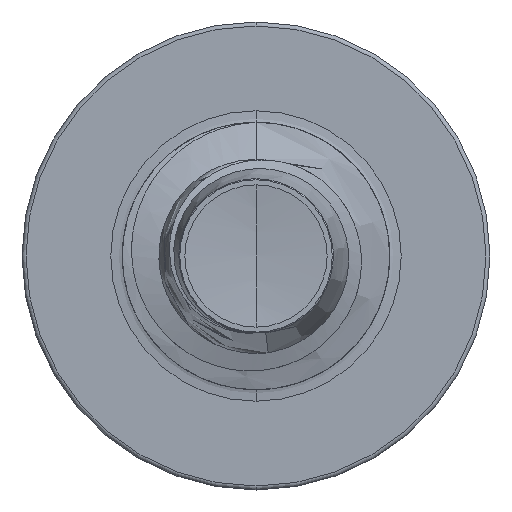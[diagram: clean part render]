
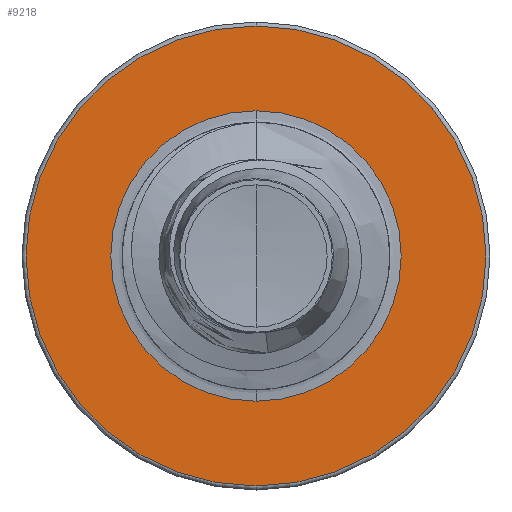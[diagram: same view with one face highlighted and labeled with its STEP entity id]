
A CAD part, front view. The second image highlights one B-rep face of the part: STEP entity #9218.
In plain terms, the highlighted planar face has unit normal (0, -1, 0).
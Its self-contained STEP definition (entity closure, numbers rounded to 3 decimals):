
#1128 = AXIS2_PLACEMENT_3D ( 'NONE', #8799, #8794, #8865 ) ;
#1256 = DIRECTION ( 'NONE',  ( 0., 0., 1. ) ) ;
#1292 = DIRECTION ( 'NONE',  ( 0., 1., 0. ) ) ;
#1322 = CARTESIAN_POINT ( 'NONE',  ( 0., 9., 0. ) ) ;
#1620 = CIRCLE ( 'NONE', #1128, 1.086 ) ;
#1621 = DIRECTION ( 'NONE',  ( 0., 1., 0. ) ) ;
#1874 = EDGE_CURVE ( 'NONE', #5774, #4176, #1620, .T. ) ;
#2084 = CARTESIAN_POINT ( 'NONE',  ( 0., 9., -1.086 ) ) ;
#2479 = AXIS2_PLACEMENT_3D ( 'NONE', #15518, #1621, #13489 ) ;
#2650 = EDGE_LOOP ( 'NONE', ( #3128, #3181 ) ) ;
#2787 = EDGE_CURVE ( 'NONE', #11248, #12652, #14357, .T. ) ;
#3128 = ORIENTED_EDGE ( 'NONE', *, *, #12058, .F. ) ;
#3181 = ORIENTED_EDGE ( 'NONE', *, *, #2787, .F. ) ;
#3215 = ORIENTED_EDGE ( 'NONE', *, *, #15736, .T. ) ;
#3242 = ORIENTED_EDGE ( 'NONE', *, *, #1874, .T. ) ;
#4176 = VERTEX_POINT ( 'NONE', #15278 ) ;
#4382 = AXIS2_PLACEMENT_3D ( 'NONE', #15019, #6952, #16032 ) ;
#4995 = CARTESIAN_POINT ( 'NONE',  ( 0., 9., 0. ) ) ;
#5465 = CARTESIAN_POINT ( 'NONE',  ( 0., 9., 1.72 ) ) ;
#5774 = VERTEX_POINT ( 'NONE', #2084 ) ;
#5995 = PLANE ( 'NONE',  #2479 ) ;
#6471 = AXIS2_PLACEMENT_3D ( 'NONE', #4995, #15054, #7016 ) ;
#6952 = DIRECTION ( 'NONE',  ( 0., 1., 0. ) ) ;
#7016 = DIRECTION ( 'NONE',  ( 0., 0., 1. ) ) ;
#7278 = CIRCLE ( 'NONE', #6471, 1.72 ) ;
#8794 = DIRECTION ( 'NONE',  ( 0., 1., 0. ) ) ;
#8799 = CARTESIAN_POINT ( 'NONE',  ( 0., 9., 0. ) ) ;
#8865 = DIRECTION ( 'NONE',  ( 0., 0., 1. ) ) ;
#9218 = ADVANCED_FACE ( 'NONE', ( #15942, #10024 ), #5995, .F. ) ;
#10024 = FACE_BOUND ( 'NONE', #12202, .T. ) ;
#11248 = VERTEX_POINT ( 'NONE', #18463 ) ;
#12058 = EDGE_CURVE ( 'NONE', #12652, #11248, #7278, .T. ) ;
#12202 = EDGE_LOOP ( 'NONE', ( #3215, #3242 ) ) ;
#12652 = VERTEX_POINT ( 'NONE', #5465 ) ;
#13489 = DIRECTION ( 'NONE',  ( 0., 0., 1. ) ) ;
#14357 = CIRCLE ( 'NONE', #15513, 1.72 ) ;
#14964 = CIRCLE ( 'NONE', #4382, 1.086 ) ;
#15019 = CARTESIAN_POINT ( 'NONE',  ( 0., 9., 0. ) ) ;
#15054 = DIRECTION ( 'NONE',  ( 0., 1., 0. ) ) ;
#15278 = CARTESIAN_POINT ( 'NONE',  ( 0., 9., 1.086 ) ) ;
#15513 = AXIS2_PLACEMENT_3D ( 'NONE', #1322, #1292, #1256 ) ;
#15518 = CARTESIAN_POINT ( 'NONE',  ( 0., 9., -1.086 ) ) ;
#15736 = EDGE_CURVE ( 'NONE', #4176, #5774, #14964, .T. ) ;
#15942 = FACE_OUTER_BOUND ( 'NONE', #2650, .T. ) ;
#16032 = DIRECTION ( 'NONE',  ( 0., 0., 1. ) ) ;
#18463 = CARTESIAN_POINT ( 'NONE',  ( 0., 9., -1.72 ) ) ;
